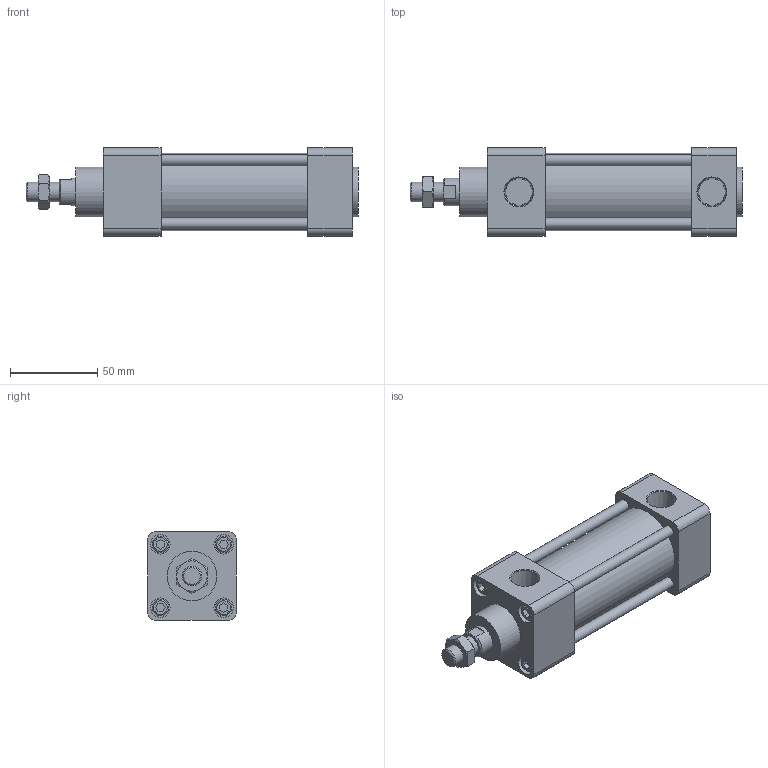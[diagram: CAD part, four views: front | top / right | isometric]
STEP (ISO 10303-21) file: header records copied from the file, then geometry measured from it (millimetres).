
FILE_DESCRIPTION(/* description */ ('Unknown'),/* implementation_level */ '2;1');
FILE_NAME(/* name */ '1309.150.0200.01',/* time_stamp */ '2022-04-13T11:39:20-04:00',/* author */ ('Unknown'),/* organization */ ('Unknown'),/* preprocessor_version */ 'ST-DEVELOPER v18.1',/* originating_system */ 'Solid Edge',/* authorisation */ 'Unknown');
FILE_SCHEMA (('AUTOMOTIVE_DESIGN {1 0 10303 214 3 1 1}'));
Length unit declared in the file: millimetre
Products named in the file (7): 1309.150.0200.01; 1309_1 1-2_XXXX_03_0; 1309_1 1-2_XXXX_05_0; 1309_1 1-2_XXXX_01_0; 1309_1 1-2_XXXX_04_0; 1309_1 1-2_XXXX_02_0; 1309_7-16_0
Assembly tree (9 placements, depth 2):
  1309.150.0200.01
    1309_1 1-2_XXXX_03_0
    1309_1 1-2_XXXX_05_0  x4
    1309_1 1-2_XXXX_01_0
    1309_1 1-2_XXXX_04_0
    1309_1 1-2_XXXX_02_0
    1309_7-16_0
Bounding box: 190.5 x 50.8 x 50.8 mm (x, y, z)
Volume: 251961.4 mm3; surface area: 76707.8 mm2
Topology: 9 solids, 9 shells, 189 faces, 425 edges, 282 vertices
Faces by surface type: plane 88, cylinder 56, cone 45
Full cylindrical faces by diameter (mm): 4.976 x4, 5.105 x4, 6.33 x4, 6.35 x16, 9.398 x4, 9.738 x1, 11.113 x1, 11.176 x4, 15.281 x2, 15.875 x3, 28.575 x2, 38.1 x2, 44.45 x1
Entity records: 4882 total; most frequent: CARTESIAN_POINT 1207, DIRECTION 752, ORIENTED_EDGE 566, AXIS2_PLACEMENT_3D 318, FACE_BOUND 294, EDGE_LOOP 290, EDGE_CURVE 283, VERTEX_POINT 223
